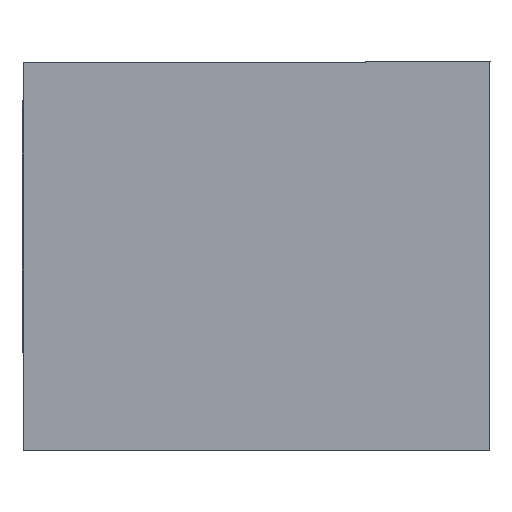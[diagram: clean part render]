
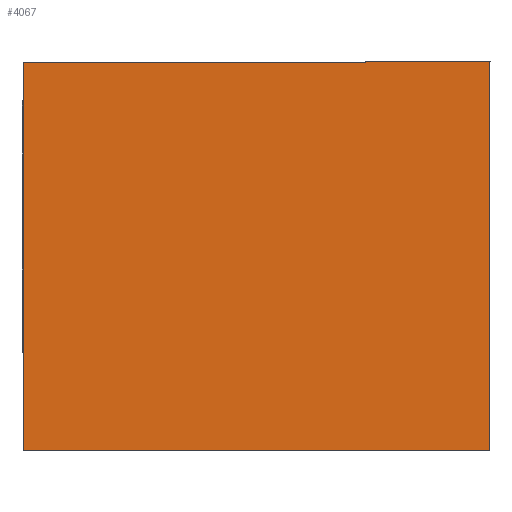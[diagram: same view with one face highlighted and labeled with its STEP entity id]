
A CAD part, left-side view. The second image highlights one B-rep face of the part: STEP entity #4067.
In plain terms, the highlighted planar face has unit normal (-1, 0, 0).
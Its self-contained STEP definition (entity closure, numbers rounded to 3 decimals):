
#63 = DIRECTION ( 'NONE',  ( 0., 0., 1. ) ) ;
#186 = VERTEX_POINT ( 'NONE', #7475 ) ;
#400 = VECTOR ( 'NONE', #1851, 1000. ) ;
#481 = LINE ( 'NONE', #508, #8189 ) ;
#508 = CARTESIAN_POINT ( 'NONE',  ( -17.5, -1.4, 2.51 ) ) ;
#1018 = CARTESIAN_POINT ( 'NONE',  ( -17.5, 3., 2.5 ) ) ;
#1221 = VECTOR ( 'NONE', #7388, 1000. ) ;
#1379 = EDGE_CURVE ( 'NONE', #2198, #7708, #7466, .T. ) ;
#1502 = CARTESIAN_POINT ( 'NONE',  ( -17.5, -3., 2.51 ) ) ;
#1851 = DIRECTION ( 'NONE',  ( 0., -1., 0. ) ) ;
#2046 = LINE ( 'NONE', #3316, #400 ) ;
#2128 = EDGE_CURVE ( 'NONE', #8605, #4725, #8096, .T. ) ;
#2176 = DIRECTION ( 'NONE',  ( 0., 0., -1. ) ) ;
#2198 = VERTEX_POINT ( 'NONE', #6975 ) ;
#2216 = VECTOR ( 'NONE', #3787, 1000. ) ;
#2707 = LINE ( 'NONE', #4592, #2946 ) ;
#2723 = EDGE_CURVE ( 'NONE', #2198, #186, #481, .T. ) ;
#2946 = VECTOR ( 'NONE', #63, 1000. ) ;
#3003 = PLANE ( 'NONE',  #6044 ) ;
#3147 = ORIENTED_EDGE ( 'NONE', *, *, #9543, .F. ) ;
#3167 = DIRECTION ( 'NONE',  ( 0., 0., 1. ) ) ;
#3316 = CARTESIAN_POINT ( 'NONE',  ( -17.5, 3., 2.5 ) ) ;
#3327 = LINE ( 'NONE', #8914, #1221 ) ;
#3573 = EDGE_CURVE ( 'NONE', #4263, #7708, #2707, .T. ) ;
#3680 = ORIENTED_EDGE ( 'NONE', *, *, #1379, .F. ) ;
#3787 = DIRECTION ( 'NONE',  ( 0., -1., 0. ) ) ;
#4067 = ADVANCED_FACE ( 'NONE', ( #8658 ), #3003, .F. ) ;
#4263 = VERTEX_POINT ( 'NONE', #4581 ) ;
#4513 = CARTESIAN_POINT ( 'NONE',  ( -17.5, -3., 2.51 ) ) ;
#4581 = CARTESIAN_POINT ( 'NONE',  ( -17.5, -3., -2.5 ) ) ;
#4592 = CARTESIAN_POINT ( 'NONE',  ( -17.5, -3., -2.5 ) ) ;
#4725 = VERTEX_POINT ( 'NONE', #1018 ) ;
#5164 = CARTESIAN_POINT ( 'NONE',  ( -17.5, 3., -2.5 ) ) ;
#5305 = ORIENTED_EDGE ( 'NONE', *, *, #2128, .F. ) ;
#5825 = EDGE_CURVE ( 'NONE', #8605, #4263, #3327, .T. ) ;
#5886 = CARTESIAN_POINT ( 'NONE',  ( -17.5, 3., -2.5 ) ) ;
#6044 = AXIS2_PLACEMENT_3D ( 'NONE', #5164, #6662, #2176 ) ;
#6662 = DIRECTION ( 'NONE',  ( 1., 0., 0. ) ) ;
#6975 = CARTESIAN_POINT ( 'NONE',  ( -17.5, -1.4, 2.51 ) ) ;
#7058 = VECTOR ( 'NONE', #3167, 1000. ) ;
#7098 = ORIENTED_EDGE ( 'NONE', *, *, #5825, .T. ) ;
#7388 = DIRECTION ( 'NONE',  ( 0., -1., 0. ) ) ;
#7466 = LINE ( 'NONE', #4513, #2216 ) ;
#7475 = CARTESIAN_POINT ( 'NONE',  ( -17.5, -1.4, 2.5 ) ) ;
#7708 = VERTEX_POINT ( 'NONE', #1502 ) ;
#7753 = EDGE_LOOP ( 'NONE', ( #8233, #3680, #8845, #3147, #5305, #7098 ) ) ;
#7995 = DIRECTION ( 'NONE',  ( 0., 0., -1. ) ) ;
#8096 = LINE ( 'NONE', #8296, #7058 ) ;
#8189 = VECTOR ( 'NONE', #7995, 1000. ) ;
#8233 = ORIENTED_EDGE ( 'NONE', *, *, #3573, .T. ) ;
#8296 = CARTESIAN_POINT ( 'NONE',  ( -17.5, 3., -2.5 ) ) ;
#8605 = VERTEX_POINT ( 'NONE', #5886 ) ;
#8658 = FACE_OUTER_BOUND ( 'NONE', #7753, .T. ) ;
#8845 = ORIENTED_EDGE ( 'NONE', *, *, #2723, .T. ) ;
#8914 = CARTESIAN_POINT ( 'NONE',  ( -17.5, 3., -2.5 ) ) ;
#9543 = EDGE_CURVE ( 'NONE', #4725, #186, #2046, .T. ) ;
